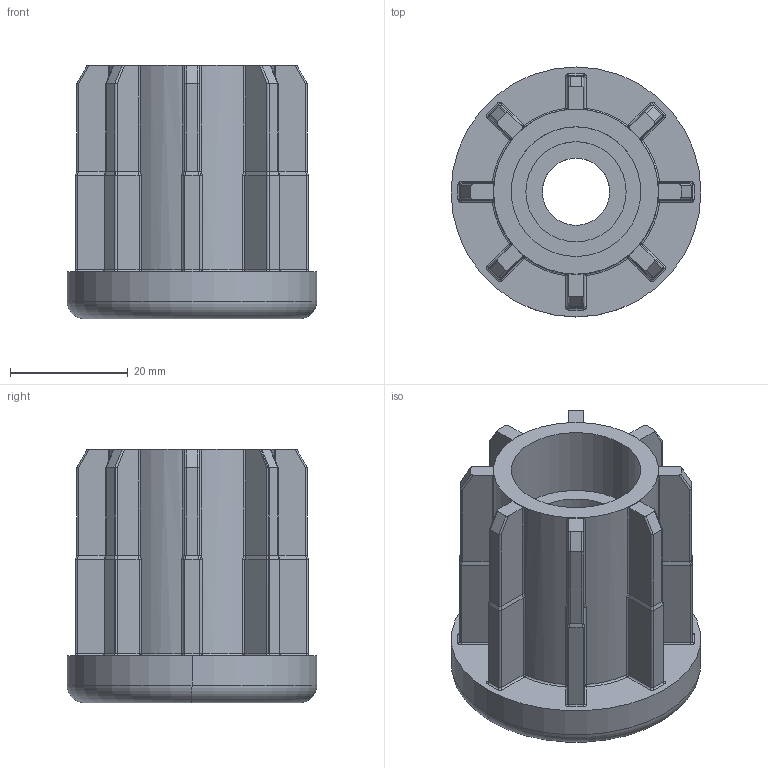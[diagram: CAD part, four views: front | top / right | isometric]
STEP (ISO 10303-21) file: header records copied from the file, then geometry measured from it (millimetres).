
FILE_DESCRIPTION (( 'STEP AP214' ), '1' );
FILE_NAME ('098vr421514.STEP', '2014-08-13T07:11:49', ( '' ), ( '' ), 'SwSTEP 2.0', 'SolidWorks 2014', '' );
FILE_SCHEMA (( 'AUTOMOTIVE_DESIGN' ));
Length unit declared in the file: millimetre
Products named in the file (1): 098vr421514
Bounding box: 42.4 x 42.4 x 43 mm (x, y, z)
Volume: 28492.1 mm3; surface area: 11585.4 mm2
Topology: 1 solids, 1 shells, 299 faces, 792 edges, 490 vertices
Faces by surface type: cylinder 144, plane 93, torus 28, sphere 18, bspline 16
Entity records: 9304 total; most frequent: CARTESIAN_POINT 2530, ORIENTED_EDGE 1560, DIRECTION 1296, EDGE_CURVE 780, VERTEX_POINT 486, AXIS2_PLACEMENT_3D 476, LINE 344, VECTOR 344
